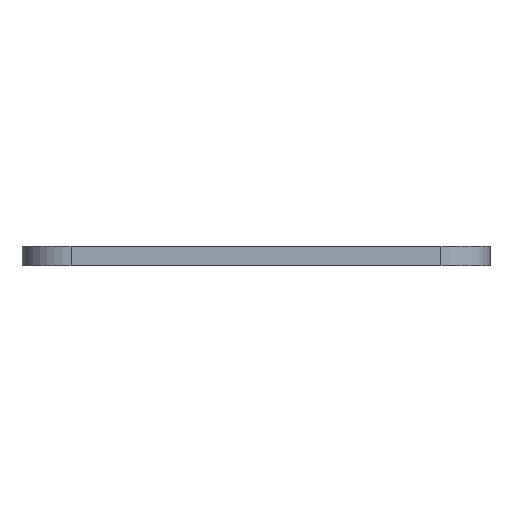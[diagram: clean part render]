
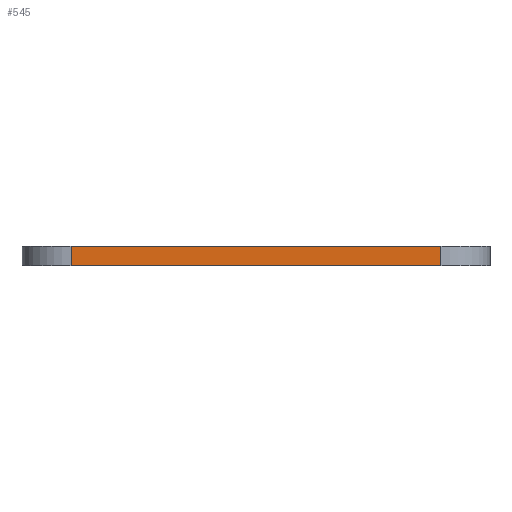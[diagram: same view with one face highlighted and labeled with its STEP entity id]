
A CAD part, left-side view. The second image highlights one B-rep face of the part: STEP entity #545.
In plain terms, the highlighted planar face has unit normal (-1, 0, 0).
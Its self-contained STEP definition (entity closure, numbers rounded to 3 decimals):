
#2 = DIRECTION ( 'NONE',  ( 0., 0., -1. ) ) ;
#5 = CARTESIAN_POINT ( 'NONE',  ( -9.55, 7.55, 0.81 ) ) ;
#23 = EDGE_CURVE ( 'NONE', #751, #469, #364, .T. ) ;
#57 = VECTOR ( 'NONE', #284, 1000. ) ;
#79 = VECTOR ( 'NONE', #2, 1000. ) ;
#84 = ORIENTED_EDGE ( 'NONE', *, *, #297, .F. ) ;
#148 = DIRECTION ( 'NONE',  ( 1., 0., 0. ) ) ;
#163 = ORIENTED_EDGE ( 'NONE', *, *, #185, .T. ) ;
#166 = ORIENTED_EDGE ( 'NONE', *, *, #23, .T. ) ;
#176 = CARTESIAN_POINT ( 'NONE',  ( -9.55, 7.55, 0. ) ) ;
#185 = EDGE_CURVE ( 'NONE', #187, #751, #555, .T. ) ;
#187 = VERTEX_POINT ( 'NONE', #435 ) ;
#204 = EDGE_LOOP ( 'NONE', ( #166, #422, #84, #163 ) ) ;
#267 = FACE_OUTER_BOUND ( 'NONE', #204, .T. ) ;
#284 = DIRECTION ( 'NONE',  ( 0., 0., -1. ) ) ;
#287 = EDGE_CURVE ( 'NONE', #598, #469, #288, .T. ) ;
#288 = LINE ( 'NONE', #625, #57 ) ;
#297 = EDGE_CURVE ( 'NONE', #187, #598, #400, .T. ) ;
#321 = CARTESIAN_POINT ( 'NONE',  ( -9.55, -7.55, 0. ) ) ;
#340 = VECTOR ( 'NONE', #726, 1000. ) ;
#347 = CARTESIAN_POINT ( 'NONE',  ( -9.55, -7.55, 0.81 ) ) ;
#364 = LINE ( 'NONE', #595, #340 ) ;
#400 = LINE ( 'NONE', #627, #431 ) ;
#422 = ORIENTED_EDGE ( 'NONE', *, *, #287, .F. ) ;
#431 = VECTOR ( 'NONE', #522, 1000. ) ;
#435 = CARTESIAN_POINT ( 'NONE',  ( -9.55, 7.55, 0.81 ) ) ;
#451 = PLANE ( 'NONE',  #612 ) ;
#469 = VERTEX_POINT ( 'NONE', #321 ) ;
#522 = DIRECTION ( 'NONE',  ( 0., -1., 0. ) ) ;
#545 = ADVANCED_FACE ( 'NONE', ( #267 ), #451, .F. ) ;
#555 = LINE ( 'NONE', #5, #79 ) ;
#595 = CARTESIAN_POINT ( 'NONE',  ( -9.55, -7.55, 0. ) ) ;
#598 = VERTEX_POINT ( 'NONE', #347 ) ;
#612 = AXIS2_PLACEMENT_3D ( 'NONE', #685, #148, #624 ) ;
#624 = DIRECTION ( 'NONE',  ( 0., 0., -1. ) ) ;
#625 = CARTESIAN_POINT ( 'NONE',  ( -9.55, -7.55, 0.81 ) ) ;
#627 = CARTESIAN_POINT ( 'NONE',  ( -9.55, -7.55, 0.81 ) ) ;
#685 = CARTESIAN_POINT ( 'NONE',  ( -9.55, -7.55, 0.81 ) ) ;
#726 = DIRECTION ( 'NONE',  ( 0., -1., 0. ) ) ;
#751 = VERTEX_POINT ( 'NONE', #176 ) ;
